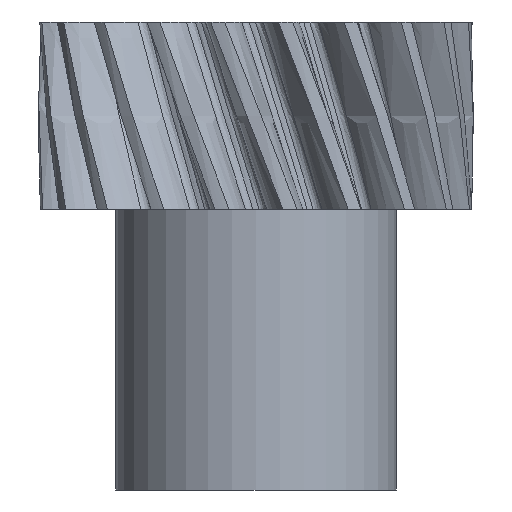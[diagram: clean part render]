
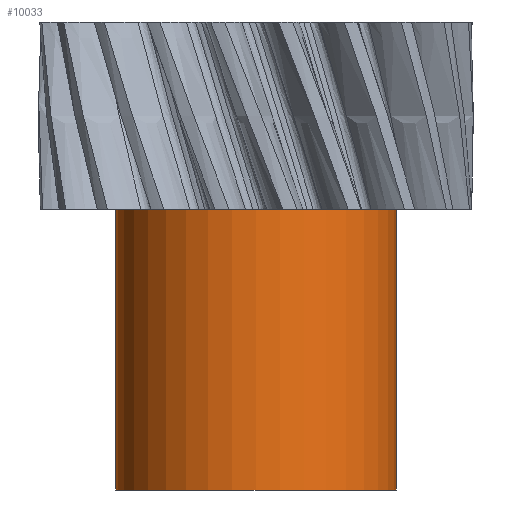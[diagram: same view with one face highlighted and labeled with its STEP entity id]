
A CAD part, front view. The second image highlights one B-rep face of the part: STEP entity #10033.
In plain terms, the highlighted cylindrical face has radius 60 mm (diameter 120 mm), a partial arc.
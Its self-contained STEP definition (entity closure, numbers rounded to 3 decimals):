
#7958 = VECTOR ( 'NONE', #8009, 1000. ) ;
#7959 = CARTESIAN_POINT ( 'NONE',  ( 60., 0., -120. ) ) ;
#7960 = CARTESIAN_POINT ( 'NONE',  ( 60., 0., 0. ) ) ;
#7967 = LINE ( 'NONE', #7959, #7958 ) ;
#7984 = DIRECTION ( 'NONE',  ( 0., 0., 1. ) ) ;
#7985 = VECTOR ( 'NONE', #7984, 1000. ) ;
#7987 = LINE ( 'NONE', #7994, #7985 ) ;
#7994 = CARTESIAN_POINT ( 'NONE',  ( -60., 0., -120. ) ) ;
#8009 = DIRECTION ( 'NONE',  ( 0., 0., 1. ) ) ;
#8773 = CIRCLE ( 'NONE', #8783, 60. ) ;
#8780 = DIRECTION ( 'NONE',  ( 1., 0., 0. ) ) ;
#8781 = DIRECTION ( 'NONE',  ( 0., 0., 1. ) ) ;
#8782 = CARTESIAN_POINT ( 'NONE',  ( 0., 0., -120. ) ) ;
#8783 = AXIS2_PLACEMENT_3D ( 'NONE', #8782, #8781, #8780 ) ;
#8893 = DIRECTION ( 'NONE',  ( 1., 0., 0. ) ) ;
#8894 = DIRECTION ( 'NONE',  ( 0., 0., 1. ) ) ;
#8895 = CARTESIAN_POINT ( 'NONE',  ( 0., 0., 0. ) ) ;
#8896 = AXIS2_PLACEMENT_3D ( 'NONE', #8895, #8894, #8893 ) ;
#9009 = CIRCLE ( 'NONE', #8896, 60. ) ;
#10019 = EDGE_LOOP ( 'NONE', ( #10028, #17042, #14909, #14644 ) ) ;
#10028 = ORIENTED_EDGE ( 'NONE', *, *, #16161, .F. ) ;
#10033 = ADVANCED_FACE ( 'NONE', ( #10290 ), #10294, .T. ) ;
#10288 = CARTESIAN_POINT ( 'NONE',  ( 0., 0., -120. ) ) ;
#10289 = AXIS2_PLACEMENT_3D ( 'NONE', #10288, #10425, #10424 ) ;
#10290 = FACE_OUTER_BOUND ( 'NONE', #10019, .T. ) ;
#10294 = CYLINDRICAL_SURFACE ( 'NONE', #10289, 60. ) ;
#10424 = DIRECTION ( 'NONE',  ( 1., 0., 0. ) ) ;
#10425 = DIRECTION ( 'NONE',  ( 0., 0., 1. ) ) ;
#14644 = ORIENTED_EDGE ( 'NONE', *, *, #16384, .F. ) ;
#14909 = ORIENTED_EDGE ( 'NONE', *, *, #16149, .T. ) ;
#16149 = EDGE_CURVE ( 'NONE', #16580, #16151, #7967, .T. ) ;
#16151 = VERTEX_POINT ( 'NONE', #7960 ) ;
#16161 = EDGE_CURVE ( 'NONE', #16624, #16625, #7987, .T. ) ;
#16357 = EDGE_CURVE ( 'NONE', #16624, #16580, #8773, .T. ) ;
#16384 = EDGE_CURVE ( 'NONE', #16625, #16151, #9009, .T. ) ;
#16580 = VERTEX_POINT ( 'NONE', #17400 ) ;
#16624 = VERTEX_POINT ( 'NONE', #17835 ) ;
#16625 = VERTEX_POINT ( 'NONE', #17901 ) ;
#17042 = ORIENTED_EDGE ( 'NONE', *, *, #16357, .T. ) ;
#17400 = CARTESIAN_POINT ( 'NONE',  ( 60., 0., -120. ) ) ;
#17835 = CARTESIAN_POINT ( 'NONE',  ( -60., 0., -120. ) ) ;
#17901 = CARTESIAN_POINT ( 'NONE',  ( -60., 0., 0. ) ) ;
